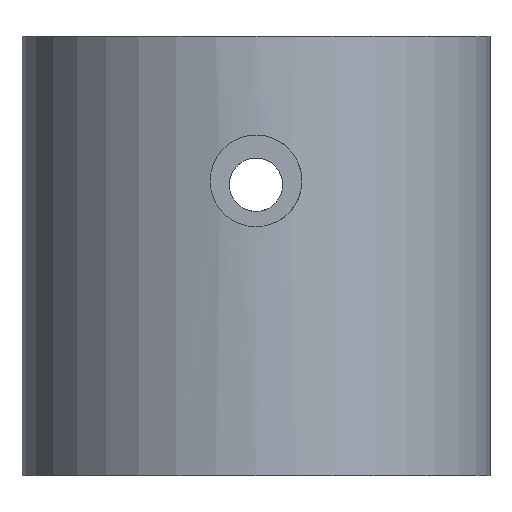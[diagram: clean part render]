
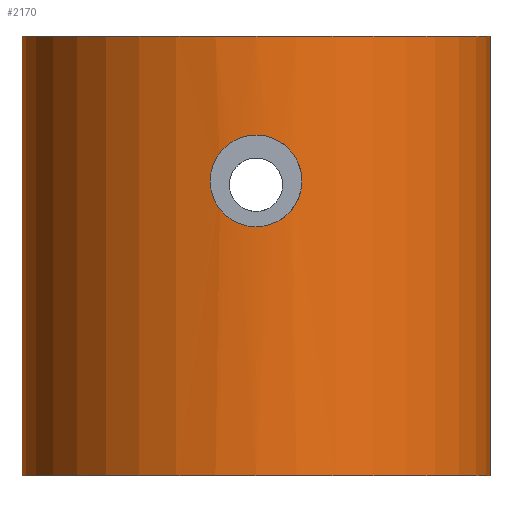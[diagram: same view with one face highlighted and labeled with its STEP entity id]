
A CAD part, front view. The second image highlights one B-rep face of the part: STEP entity #2170.
In plain terms, the highlighted cylindrical face has radius 122.5 mm (diameter 245 mm), a partial arc.
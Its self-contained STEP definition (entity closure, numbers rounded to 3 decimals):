
#890=CARTESIAN_POINT('',(0.,-122.5,134.8));
#900=VERTEX_POINT('',#890);
#910=CARTESIAN_POINT('',(0.,-122.5,172.8));
#920=VERTEX_POINT('',#910);
#1100=CARTESIAN_POINT('',(-9.109,-122.161,
170.474));
#1110=CARTESIAN_POINT('',(-10.331,-122.07,
169.806));
#1120=CARTESIAN_POINT('',(-12.627,-121.861,
168.202));
#1130=CARTESIAN_POINT('',(-15.464,-121.528,
165.102));
#1140=CARTESIAN_POINT('',(-17.558,-121.24,
161.454));
#1150=CARTESIAN_POINT('',(-18.807,-121.048,
157.435));
#1160=CARTESIAN_POINT('',(-19.146,-120.997,
153.228));
#1170=CARTESIAN_POINT('',(-18.557,-121.087,
149.053));
#1180=CARTESIAN_POINT('',(-17.07,-121.31,
145.111));
#1190=CARTESIAN_POINT('',(-14.762,-121.617,
141.596));
#1200=CARTESIAN_POINT('',(-11.745,-121.951,
138.67));
#1210=CARTESIAN_POINT('',(-8.164,-122.247,
136.473));
#1220=CARTESIAN_POINT('',(-4.184,-122.449,
135.108));
#1230=CARTESIAN_POINT('',(-1.395,-122.5,134.8));
#1240=CARTESIAN_POINT('',(0.,-122.5,134.8));
#1250=B_SPLINE_CURVE_WITH_KNOTS('',3,(#1100,#1110,#1120,#1130,#1140,
#1150,#1160,#1170,#1180,#1190,#1200,#1210,#1220,#1230,#1240),
.UNSPECIFIED.,.F.,.F.,(4,1,1,1,1,1,1,1,1,1,1,1,4),(0.,0.083
,0.167,0.25,0.333,0.417,0.5,
0.583,0.667,0.75,0.833,
0.917,1.),.UNSPECIFIED.);
#1260=CARTESIAN_POINT('',(-9.109,-122.161,
170.474));
#1270=VERTEX_POINT('',#1260);
#1280=EDGE_CURVE('',#1270,#900,#1250,.T.);
#1300=CARTESIAN_POINT('',(-9.109,-122.161,
170.474));
#1310=CARTESIAN_POINT('',(-8.172,-122.231,
170.986));
#1320=CARTESIAN_POINT('',(-6.243,-122.353,
171.835));
#1330=CARTESIAN_POINT('',(-3.153,-122.473,
172.622));
#1340=CARTESIAN_POINT('',(-1.061,-122.5,172.8));
#1350=CARTESIAN_POINT('',(0.,-122.5,172.8));
#1360=B_SPLINE_CURVE_WITH_KNOTS('',3,(#1300,#1310,#1320,#1330,#1340,
#1350),.UNSPECIFIED.,.F.,.F.,(4,1,1,4),(0.,0.333,
0.667,1.),.UNSPECIFIED.);
#1370=EDGE_CURVE('',#1270,#920,#1360,.T.);
#1430=CARTESIAN_POINT('',(0.,0.,114.5));
#1440=DIRECTION('',(0.,0.,-1.));
#1450=DIRECTION('',(1.,0.,0.));
#1460=AXIS2_PLACEMENT_3D('',#1430,#1440,#1450);
#1470=CYLINDRICAL_SURFACE('',#1460,122.5);
#1480=CARTESIAN_POINT('',(-122.5,0.,229.5));
#1490=DIRECTION('',(0.,0.,-1.));
#1500=VECTOR('',#1490,1.);
#1510=LINE('',#1480,#1500);
#1520=CARTESIAN_POINT('',(-122.5,0.,229.5));
#1530=VERTEX_POINT('',#1520);
#1540=CARTESIAN_POINT('',(-122.5,0.,-0.5));
#1550=VERTEX_POINT('',#1540);
#1560=EDGE_CURVE('',#1530,#1550,#1510,.T.);
#1570=ORIENTED_EDGE('',*,*,#1560,.T.);
#1580=CARTESIAN_POINT('',(0.,0.,
229.5));
#1590=DIRECTION('',(0.,0.,1.));
#1600=DIRECTION('',(-1.,0.,0.));
#1610=AXIS2_PLACEMENT_3D('',#1580,#1590,#1600);
#1620=CIRCLE('',#1610,122.5);
#1630=CARTESIAN_POINT('',(122.5,0.,229.5));
#1640=VERTEX_POINT('',#1630);
#1650=EDGE_CURVE('',#1530,#1640,#1620,.T.);
#1660=ORIENTED_EDGE('',*,*,#1650,.F.);
#1670=CARTESIAN_POINT('',(122.5,0.,-0.5));
#1680=DIRECTION('',(0.,0.,1.));
#1690=VECTOR('',#1680,1.);
#1700=LINE('',#1670,#1690);
#1710=CARTESIAN_POINT('',(122.5,0.,-0.5));
#1720=VERTEX_POINT('',#1710);
#1730=EDGE_CURVE('',#1720,#1640,#1700,.T.);
#1740=ORIENTED_EDGE('',*,*,#1730,.T.);
#1750=CARTESIAN_POINT('',(0.,0.,-0.5))
;
#1760=DIRECTION('',(0.,0.,-1.));
#1770=DIRECTION('',(1.,0.,0.));
#1780=AXIS2_PLACEMENT_3D('',#1750,#1760,#1770);
#1790=CIRCLE('',#1780,122.5);
#1800=EDGE_CURVE('',#1720,#1550,#1790,.T.);
#1810=ORIENTED_EDGE('',*,*,#1800,.F.);
#1820=EDGE_LOOP('',(#1810,#1740,#1660,#1570));
#1830=FACE_OUTER_BOUND('',#1820,.T.);
#1840=ORIENTED_EDGE('',*,*,#1370,.T.);
#1850=ORIENTED_EDGE('',*,*,#1280,.F.);
#1860=CARTESIAN_POINT('',(9.109,-122.161,
137.126));
#1870=CARTESIAN_POINT('',(8.172,-122.231,
136.614));
#1880=CARTESIAN_POINT('',(6.243,-122.353,
135.765));
#1890=CARTESIAN_POINT('',(3.153,-122.473,
134.978));
#1900=CARTESIAN_POINT('',(1.061,-122.5,134.8));
#1910=CARTESIAN_POINT('',(0.,-122.5,134.8));
#1920=B_SPLINE_CURVE_WITH_KNOTS('',3,(#1860,#1870,#1880,#1890,#1900,
#1910),.UNSPECIFIED.,.F.,.F.,(4,1,1,4),(0.,0.333,
0.667,1.),.UNSPECIFIED.);
#1930=CARTESIAN_POINT('',(9.109,-122.161,
137.126));
#1940=VERTEX_POINT('',#1930);
#1950=EDGE_CURVE('',#1940,#900,#1920,.T.);
#1960=ORIENTED_EDGE('',*,*,#1950,.T.);
#1970=CARTESIAN_POINT('',(9.109,-122.161,
137.126));
#1980=CARTESIAN_POINT('',(10.331,-122.07,
137.794));
#1990=CARTESIAN_POINT('',(12.627,-121.861,
139.398));
#2000=CARTESIAN_POINT('',(15.464,-121.528,
142.498));
#2010=CARTESIAN_POINT('',(17.558,-121.24,
146.146));
#2020=CARTESIAN_POINT('',(18.807,-121.048,
150.165));
#2030=CARTESIAN_POINT('',(19.146,-120.997,
154.372));
#2040=CARTESIAN_POINT('',(18.557,-121.087,
158.547));
#2050=CARTESIAN_POINT('',(17.07,-121.31,
162.489));
#2060=CARTESIAN_POINT('',(14.762,-121.617,
166.004));
#2070=CARTESIAN_POINT('',(11.745,-121.951,
168.93));
#2080=CARTESIAN_POINT('',(8.164,-122.247,
171.127));
#2090=CARTESIAN_POINT('',(4.184,-122.449,
172.492));
#2100=CARTESIAN_POINT('',(1.395,-122.5,172.8));
#2110=CARTESIAN_POINT('',(0.,-122.5,172.8));
#2120=B_SPLINE_CURVE_WITH_KNOTS('',3,(#1970,#1980,#1990,#2000,#2010,
#2020,#2030,#2040,#2050,#2060,#2070,#2080,#2090,#2100,#2110),
.UNSPECIFIED.,.F.,.F.,(4,1,1,1,1,1,1,1,1,1,1,1,4),(0.,0.083
,0.167,0.25,0.333,0.417,0.5,
0.583,0.667,0.75,0.833,
0.917,1.),.UNSPECIFIED.);
#2130=EDGE_CURVE('',#1940,#920,#2120,.T.);
#2140=ORIENTED_EDGE('',*,*,#2130,.F.);
#2150=EDGE_LOOP('',(#2140,#1960,#1850,#1840));
#2160=FACE_BOUND('',#2150,.T.);
#2170=ADVANCED_FACE('',(#1830,#2160),#1470,.T.);
